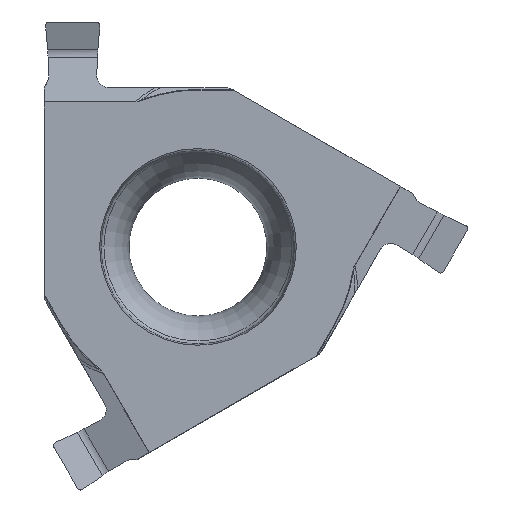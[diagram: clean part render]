
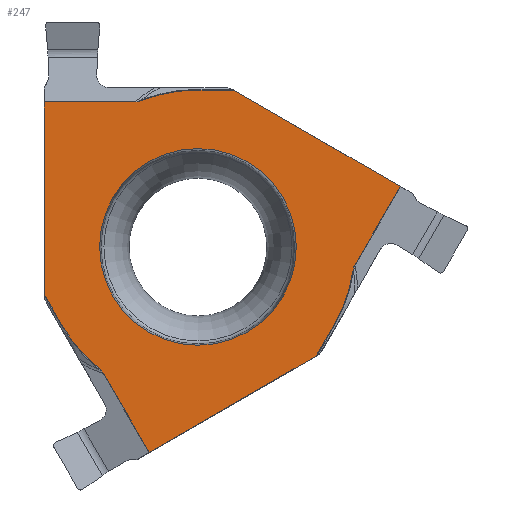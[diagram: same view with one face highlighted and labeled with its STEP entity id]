
A CAD part, top view. The second image highlights one B-rep face of the part: STEP entity #247.
In plain terms, the highlighted planar face has unit normal (0, 0, 1).
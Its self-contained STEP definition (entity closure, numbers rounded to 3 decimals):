
#58=FACE_BOUND('',#469,.T.);
#59=FACE_BOUND('',#470,.T.);
#184=CIRCLE('',#1903,4.066);
#185=CIRCLE('',#1906,6.487);
#186=CIRCLE('',#1907,6.487);
#187=CIRCLE('',#1908,6.487);
#247=ADVANCED_FACE('',(#58,#59),#314,.F.);
#314=PLANE('',#1909);
#469=EDGE_LOOP('',(#752,#753,#754,#755,#756,#757,#758,#759,#760,#761,#762,
#763,#764,#765,#766));
#470=EDGE_LOOP('',(#767));
#752=ORIENTED_EDGE('',*,*,#1376,.F.);
#753=ORIENTED_EDGE('',*,*,#1223,.T.);
#754=ORIENTED_EDGE('',*,*,#1377,.T.);
#755=ORIENTED_EDGE('',*,*,#1378,.T.);
#756=ORIENTED_EDGE('',*,*,#1379,.T.);
#757=ORIENTED_EDGE('',*,*,#1380,.T.);
#758=ORIENTED_EDGE('',*,*,#1277,.F.);
#759=ORIENTED_EDGE('',*,*,#1381,.F.);
#760=ORIENTED_EDGE('',*,*,#1382,.F.);
#761=ORIENTED_EDGE('',*,*,#1383,.F.);
#762=ORIENTED_EDGE('',*,*,#1384,.F.);
#763=ORIENTED_EDGE('',*,*,#1216,.T.);
#764=ORIENTED_EDGE('',*,*,#1385,.F.);
#765=ORIENTED_EDGE('',*,*,#1386,.F.);
#766=ORIENTED_EDGE('',*,*,#1387,.F.);
#767=ORIENTED_EDGE('',*,*,#1375,.F.);
#1044=VERTEX_POINT('',#2840);
#1045=VERTEX_POINT('',#2842);
#1051=VERTEX_POINT('',#2855);
#1052=VERTEX_POINT('',#2857);
#1093=VERTEX_POINT('',#2970);
#1094=VERTEX_POINT('',#2972);
#1162=VERTEX_POINT('',#3173);
#1163=VERTEX_POINT('',#3177);
#1164=VERTEX_POINT('',#3179);
#1165=VERTEX_POINT('',#3181);
#1166=VERTEX_POINT('',#3189);
#1167=VERTEX_POINT('',#3192);
#1168=VERTEX_POINT('',#3194);
#1169=VERTEX_POINT('',#3202);
#1170=VERTEX_POINT('',#3205);
#1171=VERTEX_POINT('',#3207);
#1216=EDGE_CURVE('',#1045,#1044,#1468,.T.);
#1223=EDGE_CURVE('',#1052,#1051,#1473,.T.);
#1277=EDGE_CURVE('',#1093,#1094,#1504,.T.);
#1375=EDGE_CURVE('',#1162,#1162,#184,.T.);
#1376=EDGE_CURVE('',#1052,#1163,#1559,.T.);
#1377=EDGE_CURVE('',#1051,#1164,#1560,.T.);
#1378=EDGE_CURVE('',#1164,#1165,#185,.T.);
#1379=EDGE_CURVE('',#1165,#1166,#1760,.T.);
#1380=EDGE_CURVE('',#1166,#1094,#1561,.T.);
#1381=EDGE_CURVE('',#1167,#1093,#1562,.T.);
#1382=EDGE_CURVE('',#1168,#1167,#186,.T.);
#1383=EDGE_CURVE('',#1169,#1168,#1761,.T.);
#1384=EDGE_CURVE('',#1045,#1169,#1563,.T.);
#1385=EDGE_CURVE('',#1170,#1044,#1564,.T.);
#1386=EDGE_CURVE('',#1171,#1170,#187,.T.);
#1387=EDGE_CURVE('',#1163,#1171,#1762,.T.);
#1468=LINE('',#2841,#1612);
#1473=LINE('',#2856,#1617);
#1504=LINE('',#2971,#1648);
#1559=LINE('',#3176,#1703);
#1560=LINE('',#3178,#1704);
#1561=LINE('',#3190,#1705);
#1562=LINE('',#3191,#1706);
#1563=LINE('',#3203,#1707);
#1564=LINE('',#3204,#1708);
#1612=VECTOR('',#2002,1.);
#1617=VECTOR('',#2013,1.);
#1648=VECTOR('',#2112,1.);
#1703=VECTOR('',#2313,1.);
#1704=VECTOR('',#2314,1.);
#1705=VECTOR('',#2317,1.);
#1706=VECTOR('',#2318,1.);
#1707=VECTOR('',#2321,1.);
#1708=VECTOR('',#2322,1.);
#1760=B_SPLINE_CURVE_WITH_KNOTS('',3,(#3182,#3183,#3184,#3185,#3186,#3187,
#3188),.UNSPECIFIED.,.F.,.F.,(4,3,4),(0.,0.115,1.),
 .UNSPECIFIED.);
#1761=B_SPLINE_CURVE_WITH_KNOTS('',3,(#3195,#3196,#3197,#3198,#3199,#3200,
#3201),.UNSPECIFIED.,.F.,.F.,(4,3,4),(0.,0.885,1.),
 .UNSPECIFIED.);
#1762=B_SPLINE_CURVE_WITH_KNOTS('',3,(#3208,#3209,#3210,#3211,#3212,#3213,
#3214),.UNSPECIFIED.,.F.,.F.,(4,3,4),(0.,0.885,1.),
 .UNSPECIFIED.);
#1903=AXIS2_PLACEMENT_3D('',#3172,#2307,#2308);
#1906=AXIS2_PLACEMENT_3D('',#3180,#2315,#2316);
#1907=AXIS2_PLACEMENT_3D('',#3193,#2319,#2320);
#1908=AXIS2_PLACEMENT_3D('',#3206,#2323,#2324);
#1909=AXIS2_PLACEMENT_3D('',#3215,#2325,#2326);
#2002=DIRECTION('',(-0.866,0.5,0.));
#2013=DIRECTION('',(0.,-1.,0.));
#2112=DIRECTION('',(-0.866,-0.5,0.));
#2307=DIRECTION('',(0.,0.,1.));
#2308=DIRECTION('',(0.,1.,0.));
#2313=DIRECTION('',(1.,0.,0.));
#2314=DIRECTION('',(0.5,-0.866,0.));
#2315=DIRECTION('',(0.,0.,1.));
#2316=DIRECTION('',(-0.866,-0.5,0.));
#2317=DIRECTION('',(0.5,-0.866,0.));
#2318=DIRECTION('',(-0.5,-0.866,0.));
#2319=DIRECTION('',(0.,0.,-1.));
#2320=DIRECTION('',(0.866,-0.5,0.));
#2321=DIRECTION('',(-0.5,-0.866,0.));
#2322=DIRECTION('',(1.,0.,0.));
#2323=DIRECTION('',(0.,0.,-1.));
#2324=DIRECTION('',(0.,1.,0.));
#2325=DIRECTION('',(0.,0.,-1.));
#2326=DIRECTION('',(0.,1.,0.));
#2840=CARTESIAN_POINT('',(1.465,6.487,0.1));
#2841=CARTESIAN_POINT('',(3.175,5.499,0.1));
#2842=CARTESIAN_POINT('',(8.365,2.503,0.1));
#2855=CARTESIAN_POINT('',(-6.35,-1.975,0.1));
#2856=CARTESIAN_POINT('',(-6.35,0.,0.1));
#2857=CARTESIAN_POINT('',(-6.35,5.993,0.1));
#2970=CARTESIAN_POINT('',(4.885,-4.512,0.1));
#2971=CARTESIAN_POINT('',(3.175,-5.499,0.1));
#2972=CARTESIAN_POINT('',(-2.015,-8.496,0.1));
#3172=CARTESIAN_POINT('',(0.,0.,0.1));
#3173=CARTESIAN_POINT('',(0.,4.066,0.1));
#3176=CARTESIAN_POINT('',(-2.586,5.993,0.1));
#3177=CARTESIAN_POINT('',(-2.578,5.993,0.1));
#3178=CARTESIAN_POINT('',(3.132,-18.399,0.1));
#3179=CARTESIAN_POINT('',(-5.618,-3.243,0.1));
#3180=CARTESIAN_POINT('',(0.,0.,
0.1));
#3181=CARTESIAN_POINT('',(-4.086,-5.038,0.1));
#3182=CARTESIAN_POINT('',(-4.086,-5.038,0.1));
#3183=CARTESIAN_POINT('',(-4.078,-5.044,0.1));
#3184=CARTESIAN_POINT('',(-4.07,-5.051,0.1));
#3185=CARTESIAN_POINT('',(-4.063,-5.057,0.1));
#3186=CARTESIAN_POINT('',(-4.002,-5.108,0.1));
#3187=CARTESIAN_POINT('',(-3.94,-5.161,0.1));
#3188=CARTESIAN_POINT('',(-3.901,-5.229,0.1));
#3189=CARTESIAN_POINT('',(-3.901,-5.229,0.1));
#3190=CARTESIAN_POINT('',(-3.897,-5.236,0.1));
#3191=CARTESIAN_POINT('',(14.368,11.912,0.1));
#3192=CARTESIAN_POINT('',(5.618,-3.243,0.1));
#3193=CARTESIAN_POINT('',(0.,0.,
0.1));
#3194=CARTESIAN_POINT('',(6.406,-1.02,0.1));
#3195=CARTESIAN_POINT('',(6.479,-0.763,0.1));
#3196=CARTESIAN_POINT('',(6.44,-0.832,0.1));
#3197=CARTESIAN_POINT('',(6.425,-0.912,0.1));
#3198=CARTESIAN_POINT('',(6.411,-0.99,0.1));
#3199=CARTESIAN_POINT('',(6.409,-1.,0.1));
#3200=CARTESIAN_POINT('',(6.408,-1.01,0.1));
#3201=CARTESIAN_POINT('',(6.406,-1.02,0.1));
#3202=CARTESIAN_POINT('',(6.479,-0.763,0.1));
#3203=CARTESIAN_POINT('',(8.216,2.245,0.1));
#3204=CARTESIAN_POINT('',(-17.5,6.487,0.1));
#3205=CARTESIAN_POINT('',(0.,6.487,0.1));
#3206=CARTESIAN_POINT('',(0.,0.,0.1));
#3207=CARTESIAN_POINT('',(-2.32,6.058,0.1));
#3208=CARTESIAN_POINT('',(-2.578,5.993,0.1));
#3209=CARTESIAN_POINT('',(-2.5,5.993,0.1));
#3210=CARTESIAN_POINT('',(-2.422,6.02,0.1));
#3211=CARTESIAN_POINT('',(-2.348,6.047,0.1));
#3212=CARTESIAN_POINT('',(-2.339,6.05,0.1));
#3213=CARTESIAN_POINT('',(-2.329,6.054,0.1));
#3214=CARTESIAN_POINT('',(-2.32,6.058,0.1));
#3215=CARTESIAN_POINT('',(-17.5,0.,0.1));
